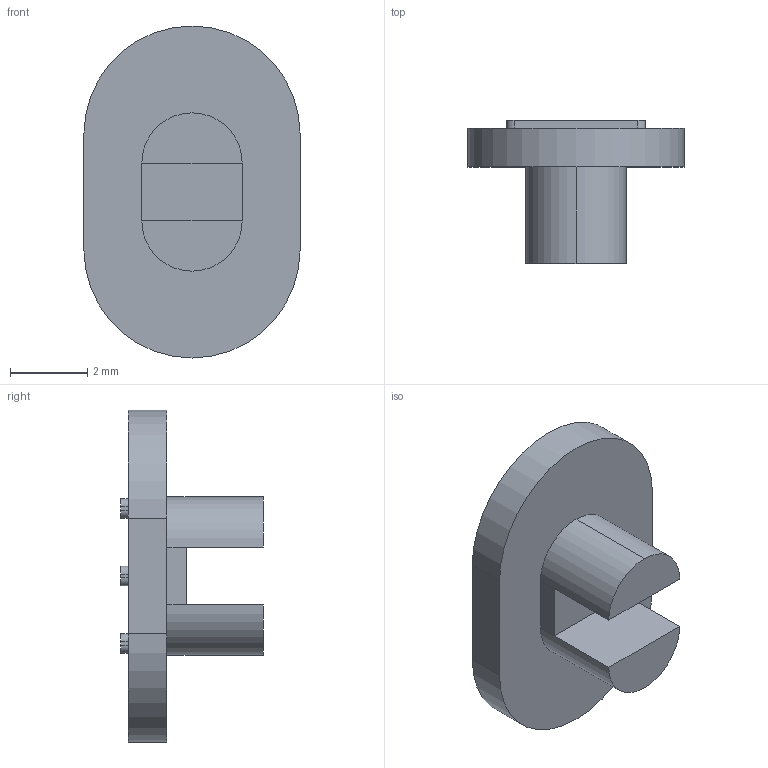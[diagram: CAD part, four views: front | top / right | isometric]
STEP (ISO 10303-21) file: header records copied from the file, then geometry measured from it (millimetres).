
FILE_DESCRIPTION (( 'STEP AP214' ), '1' );
FILE_NAME ('Controller Mode Toggle.STEP', '2023-08-06T21:56:09', ( '' ), ( '' ), 'SwSTEP 2.0', 'SolidWorks 2021', '' );
FILE_SCHEMA (( 'AUTOMOTIVE_DESIGN' ));
Length unit declared in the file: millimetre
Products named in the file (1): Controller Mode Toggle
Bounding box: 5.6 x 3.7 x 8.6 mm (x, y, z)
Volume: 57.7 mm3; surface area: 143.5 mm2
Topology: 1 solids, 1 shells, 44 faces, 110 edges, 72 vertices
Faces by surface type: plane 26, cylinder 18
Entity records: 1352 total; most frequent: DIRECTION 236, CARTESIAN_POINT 227, ORIENTED_EDGE 220, EDGE_CURVE 110, AXIS2_PLACEMENT_3D 81, LINE 74, VECTOR 74, VERTEX_POINT 72
